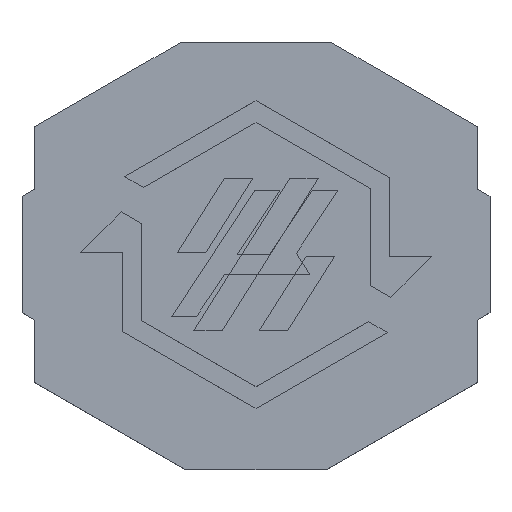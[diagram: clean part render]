
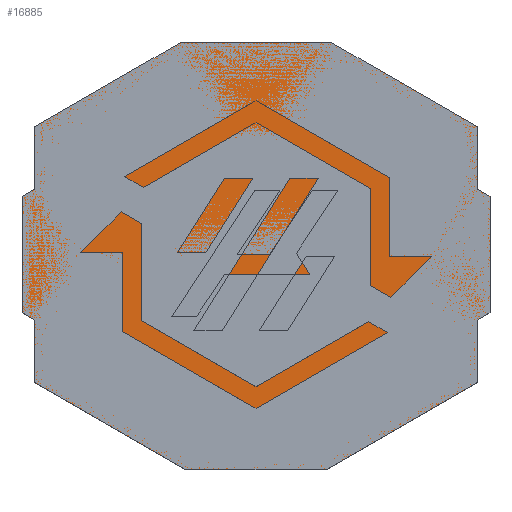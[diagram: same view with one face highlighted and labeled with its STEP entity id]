
A CAD part, top view. The second image highlights one B-rep face of the part: STEP entity #16885.
In plain terms, the highlighted planar face has unit normal (0, 0, 1).
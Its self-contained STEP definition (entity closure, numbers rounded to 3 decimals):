
#1731=FACE_OUTER_BOUND('',#2711,.T.);
#2711=EDGE_LOOP('',(#15099,#15100,#15101,#15102,#15103,#15104,#15105,#15106,
#15107,#15108,#15109,#15110,#15111,#15112,#15113,#15114));
#4807=LINE('',#27356,#6947);
#4811=LINE('',#27363,#6951);
#4814=LINE('',#27369,#6954);
#4817=LINE('',#27375,#6957);
#4820=LINE('',#27381,#6960);
#4823=LINE('',#27387,#6963);
#4826=LINE('',#27393,#6966);
#4829=LINE('',#27399,#6969);
#4832=LINE('',#27405,#6972);
#4835=LINE('',#27411,#6975);
#4838=LINE('',#27417,#6978);
#4841=LINE('',#27423,#6981);
#4844=LINE('',#27429,#6984);
#4847=LINE('',#27435,#6987);
#4850=LINE('',#27441,#6990);
#4852=LINE('',#27444,#6992);
#6947=VECTOR('',#22625,10.);
#6951=VECTOR('',#22631,10.);
#6954=VECTOR('',#22636,10.);
#6957=VECTOR('',#22641,10.);
#6960=VECTOR('',#22646,10.);
#6963=VECTOR('',#22651,10.);
#6966=VECTOR('',#22656,10.);
#6969=VECTOR('',#22661,10.);
#6972=VECTOR('',#22666,10.);
#6975=VECTOR('',#22671,10.);
#6978=VECTOR('',#22676,10.);
#6981=VECTOR('',#22681,10.);
#6984=VECTOR('',#22686,10.);
#6987=VECTOR('',#22691,10.);
#6990=VECTOR('',#22696,10.);
#6992=VECTOR('',#22700,10.);
#8387=VERTEX_POINT('',#27353);
#8388=VERTEX_POINT('',#27355);
#8390=VERTEX_POINT('',#27361);
#8392=VERTEX_POINT('',#27367);
#8394=VERTEX_POINT('',#27373);
#8396=VERTEX_POINT('',#27379);
#8398=VERTEX_POINT('',#27385);
#8400=VERTEX_POINT('',#27391);
#8402=VERTEX_POINT('',#27397);
#8404=VERTEX_POINT('',#27403);
#8406=VERTEX_POINT('',#27409);
#8408=VERTEX_POINT('',#27415);
#8410=VERTEX_POINT('',#27421);
#8412=VERTEX_POINT('',#27427);
#8414=VERTEX_POINT('',#27433);
#8416=VERTEX_POINT('',#27439);
#10609=EDGE_CURVE('',#8388,#8387,#4807,.T.);
#10613=EDGE_CURVE('',#8387,#8390,#4811,.T.);
#10616=EDGE_CURVE('',#8390,#8392,#4814,.T.);
#10619=EDGE_CURVE('',#8392,#8394,#4817,.T.);
#10622=EDGE_CURVE('',#8394,#8396,#4820,.T.);
#10625=EDGE_CURVE('',#8396,#8398,#4823,.T.);
#10628=EDGE_CURVE('',#8398,#8400,#4826,.T.);
#10631=EDGE_CURVE('',#8400,#8402,#4829,.T.);
#10634=EDGE_CURVE('',#8402,#8404,#4832,.T.);
#10637=EDGE_CURVE('',#8404,#8406,#4835,.T.);
#10640=EDGE_CURVE('',#8406,#8408,#4838,.T.);
#10643=EDGE_CURVE('',#8408,#8410,#4841,.T.);
#10646=EDGE_CURVE('',#8410,#8412,#4844,.T.);
#10649=EDGE_CURVE('',#8412,#8414,#4847,.T.);
#10652=EDGE_CURVE('',#8414,#8416,#4850,.T.);
#10654=EDGE_CURVE('',#8416,#8388,#4852,.T.);
#15099=ORIENTED_EDGE('',*,*,#10631,.T.);
#15100=ORIENTED_EDGE('',*,*,#10634,.T.);
#15101=ORIENTED_EDGE('',*,*,#10637,.T.);
#15102=ORIENTED_EDGE('',*,*,#10640,.T.);
#15103=ORIENTED_EDGE('',*,*,#10643,.T.);
#15104=ORIENTED_EDGE('',*,*,#10646,.T.);
#15105=ORIENTED_EDGE('',*,*,#10649,.T.);
#15106=ORIENTED_EDGE('',*,*,#10652,.T.);
#15107=ORIENTED_EDGE('',*,*,#10654,.T.);
#15108=ORIENTED_EDGE('',*,*,#10609,.T.);
#15109=ORIENTED_EDGE('',*,*,#10613,.T.);
#15110=ORIENTED_EDGE('',*,*,#10616,.T.);
#15111=ORIENTED_EDGE('',*,*,#10619,.T.);
#15112=ORIENTED_EDGE('',*,*,#10622,.T.);
#15113=ORIENTED_EDGE('',*,*,#10625,.T.);
#15114=ORIENTED_EDGE('',*,*,#10628,.T.);
#15981=PLANE('',#18216);
#16885=ADVANCED_FACE('',(#1731),#15981,.T.);
#18216=AXIS2_PLACEMENT_3D('',#27445,#22701,#22702);
#22625=DIRECTION('',(0.866,-0.5,0.));
#22631=DIRECTION('',(1.,0.,0.));
#22636=DIRECTION('',(0.866,0.5,0.));
#22641=DIRECTION('',(0.,1.,0.));
#22646=DIRECTION('',(0.866,0.5,0.));
#22651=DIRECTION('',(0.,1.,0.));
#22656=DIRECTION('',(-0.866,0.5,0.));
#22661=DIRECTION('',(0.,1.,0.));
#22666=DIRECTION('',(-0.866,0.5,0.));
#22671=DIRECTION('',(-1.,0.,0.));
#22676=DIRECTION('',(-0.866,-0.5,0.));
#22681=DIRECTION('',(0.,-1.,0.));
#22686=DIRECTION('',(-0.866,-0.5,0.));
#22691=DIRECTION('',(0.,-1.,0.));
#22696=DIRECTION('',(0.866,-0.5,0.));
#22700=DIRECTION('',(0.,-1.,0.));
#22701=DIRECTION('center_axis',(0.,0.,
1.));
#22702=DIRECTION('ref_axis',(-1.,0.,0.));
#27353=CARTESIAN_POINT('',(-3.902,-12.049,0.));
#27355=CARTESIAN_POINT('',(-12.3,-7.201,0.));
#27356=CARTESIAN_POINT('',(-12.3,-7.201,0.));
#27361=CARTESIAN_POINT('',(3.902,-12.049,0.));
#27363=CARTESIAN_POINT('',(-3.902,-12.049,0.));
#27367=CARTESIAN_POINT('',(12.3,-7.201,0.));
#27369=CARTESIAN_POINT('',(3.902,-12.049,0.));
#27373=CARTESIAN_POINT('',(12.3,-3.736,0.));
#27375=CARTESIAN_POINT('',(12.3,-7.201,0.));
#27379=CARTESIAN_POINT('',(13.,-3.332,0.));
#27381=CARTESIAN_POINT('',(12.3,-3.736,0.));
#27385=CARTESIAN_POINT('',(13.,3.134,0.));
#27387=CARTESIAN_POINT('',(13.,-3.332,0.));
#27391=CARTESIAN_POINT('',(12.3,3.538,0.));
#27393=CARTESIAN_POINT('',(13.,3.134,0.));
#27397=CARTESIAN_POINT('',(12.3,7.002,0.));
#27399=CARTESIAN_POINT('',(12.3,3.538,0.));
#27403=CARTESIAN_POINT('',(4.162,11.701,0.));
#27405=CARTESIAN_POINT('',(12.3,7.002,0.));
#27409=CARTESIAN_POINT('',(-4.162,11.701,0.));
#27411=CARTESIAN_POINT('',(4.162,11.701,0.));
#27415=CARTESIAN_POINT('',(-12.3,7.002,0.));
#27417=CARTESIAN_POINT('',(-4.162,11.701,0.));
#27421=CARTESIAN_POINT('',(-12.3,3.538,0.));
#27423=CARTESIAN_POINT('',(-12.3,7.002,0.));
#27427=CARTESIAN_POINT('',(-13.,3.134,0.));
#27429=CARTESIAN_POINT('',(-12.3,3.538,0.));
#27433=CARTESIAN_POINT('',(-13.,-3.332,0.));
#27435=CARTESIAN_POINT('',(-13.,3.134,0.));
#27439=CARTESIAN_POINT('',(-12.3,-3.736,0.));
#27441=CARTESIAN_POINT('',(-13.,-3.332,0.));
#27444=CARTESIAN_POINT('',(-12.3,-3.736,0.));
#27445=CARTESIAN_POINT('Origin',(0.,-0.174,
0.));
